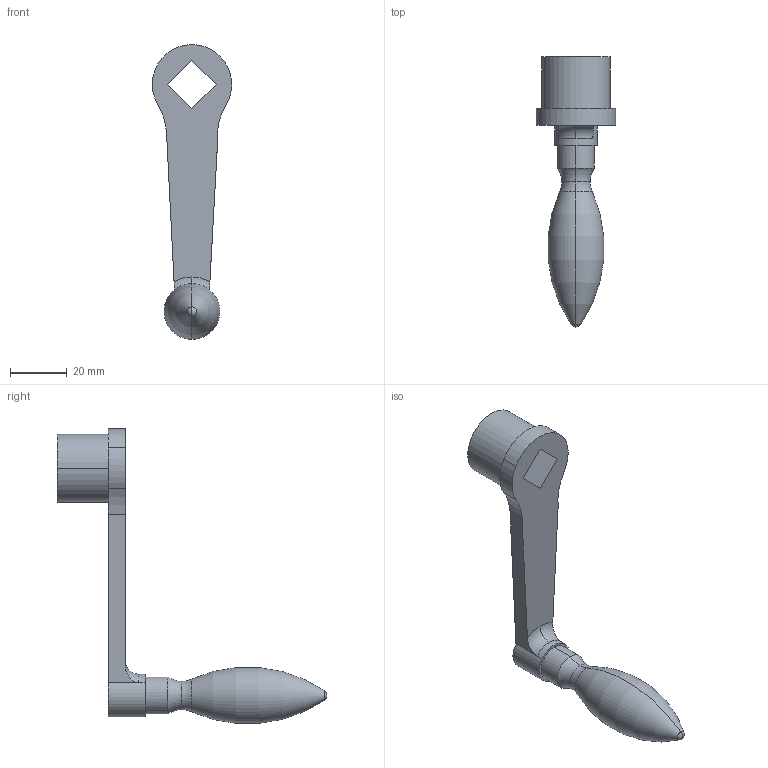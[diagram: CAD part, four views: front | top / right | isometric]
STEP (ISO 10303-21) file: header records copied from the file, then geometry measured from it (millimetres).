
FILE_DESCRIPTION(('STEP AP214'),'1');
FILE_NAME(' ',' ',('TraceParts'),('TraceParts S.A.'),'XStep 1.0',' ',' ');
FILE_SCHEMA(('automotive_design'));
Length unit declared in the file: millimetre
Products named in the file (1): 1
Bounding box: 27.96 x 95 x 103.83 mm (x, y, z)
Volume: 27962.7 mm3; surface area: 10381.2 mm2
Topology: 1 solids, 1 shells, 33 faces, 79 edges, 49 vertices
Faces by surface type: cylinder 12, plane 11, torus 8, sphere 2
Entity records: 1915 total; most frequent: CARTESIAN_POINT 198, DIRECTION 187, STYLED_ITEM 160, PRESENTATION_STYLE_ASSIGNMENT 160, COLOUR_RGB 160, ORIENTED_EDGE 154, AXIS2_PLACEMENT_3D 78, EDGE_CURVE 77
